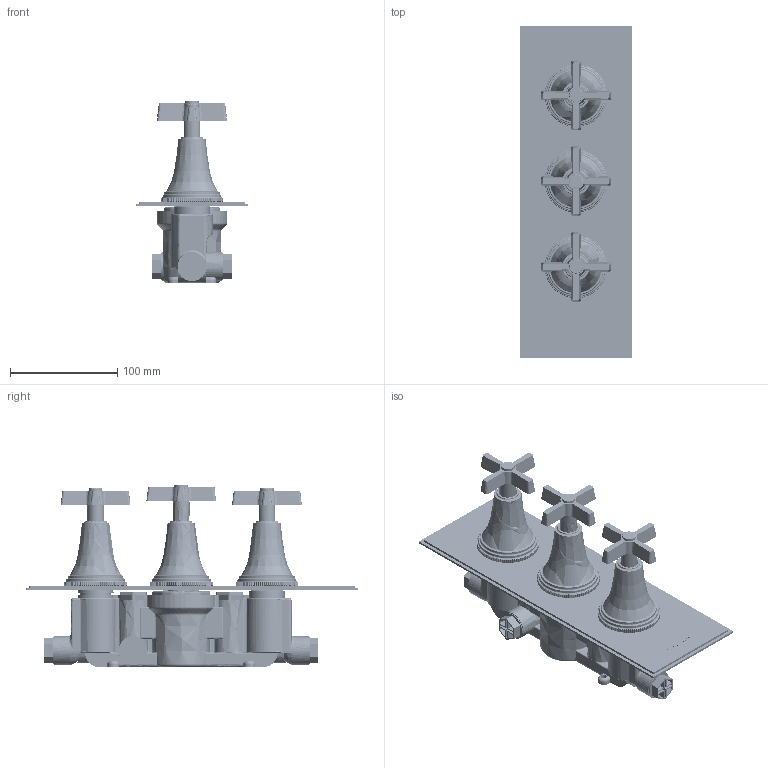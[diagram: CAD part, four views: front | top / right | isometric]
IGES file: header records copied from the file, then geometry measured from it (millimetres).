
Global section: file name: V602-TX; native system: Autodesk Inventor 2018; preprocessor: unknown; author: adaniels; date: 20171023.135558; units: millimetre
Bounding box: 105 x 310 x 170.4 mm (x, y, z)
Volume: 700365.9 mm3; surface area: 375967.5 mm2
Topology: 76 solids, 81 shells, 4517 faces, 11416 edges, 7220 vertices
Faces by surface type: bspline 4517
